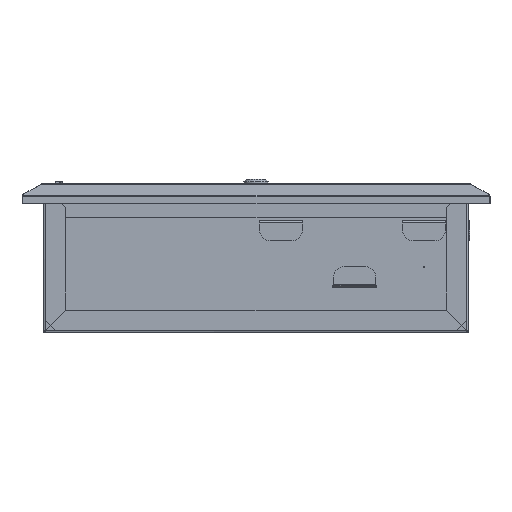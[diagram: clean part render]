
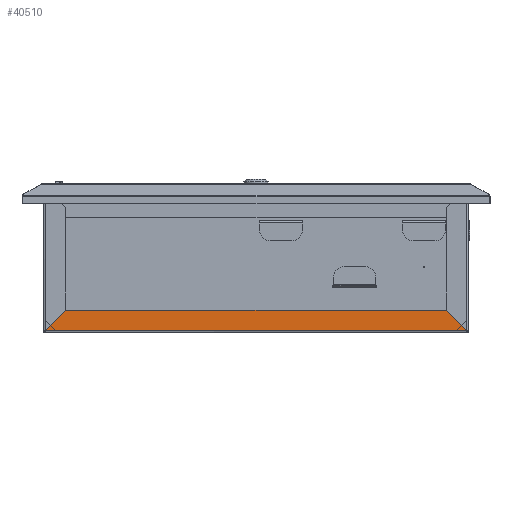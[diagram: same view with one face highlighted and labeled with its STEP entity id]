
A CAD part, left-side view. The second image highlights one B-rep face of the part: STEP entity #40510.
In plain terms, the highlighted planar face has unit normal (-1, 0, 0).
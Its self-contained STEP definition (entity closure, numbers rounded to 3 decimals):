
#549 = CARTESIAN_POINT ( 'NONE',  ( -1.7, 378.823, 20.3 ) ) ;
#890 = ORIENTED_EDGE ( 'NONE', *, *, #18444, .F. ) ;
#1082 = VERTEX_POINT ( 'NONE', #549 ) ;
#7469 = CARTESIAN_POINT ( 'NONE',  ( -1.7, 21.177, 20.3 ) ) ;
#7674 = CARTESIAN_POINT ( 'NONE',  ( -1.7, 0., 0. ) ) ;
#7831 = LINE ( 'NONE', #15149, #15633 ) ;
#8273 = LINE ( 'NONE', #10946, #32671 ) ;
#10229 = FACE_OUTER_BOUND ( 'NONE', #15072, .T. ) ;
#10754 = VECTOR ( 'NONE', #37744, 1000. ) ;
#10946 = CARTESIAN_POINT ( 'NONE',  ( -1.7, 282.398, 281.521 ) ) ;
#14898 = EDGE_CURVE ( 'NONE', #22080, #18255, #8273, .T. ) ;
#15072 = EDGE_LOOP ( 'NONE', ( #22175, #37398, #890, #33605 ) ) ;
#15149 = CARTESIAN_POINT ( 'NONE',  ( -1.7, 398.123, 1. ) ) ;
#15633 = VECTOR ( 'NONE', #18469, 1000. ) ;
#17661 = DIRECTION ( 'NONE',  ( 1., 0., 0. ) ) ;
#17781 = CARTESIAN_POINT ( 'NONE',  ( -1.7, 1.7, 1. ) ) ;
#18255 = VERTEX_POINT ( 'NONE', #36665 ) ;
#18404 = AXIS2_PLACEMENT_3D ( 'NONE', #7674, #17661, #40894 ) ;
#18444 = EDGE_CURVE ( 'NONE', #18255, #32180, #24072, .T. ) ;
#18469 = DIRECTION ( 'NONE',  ( 0., -0.707, 0.707 ) ) ;
#19590 = LINE ( 'NONE', #34395, #10754 ) ;
#20868 = PLANE ( 'NONE',  #18404 ) ;
#22080 = VERTEX_POINT ( 'NONE', #7469 ) ;
#22175 = ORIENTED_EDGE ( 'NONE', *, *, #30007, .F. ) ;
#24072 = LINE ( 'NONE', #17781, #32926 ) ;
#24205 = EDGE_CURVE ( 'NONE', #32180, #1082, #7831, .T. ) ;
#24779 = CARTESIAN_POINT ( 'NONE',  ( -1.7, 398.123, 1. ) ) ;
#27482 = DIRECTION ( 'NONE',  ( 0., 1., 0. ) ) ;
#27609 = DIRECTION ( 'NONE',  ( 0., -0.707, -0.707 ) ) ;
#30007 = EDGE_CURVE ( 'NONE', #1082, #22080, #19590, .T. ) ;
#32180 = VERTEX_POINT ( 'NONE', #24779 ) ;
#32671 = VECTOR ( 'NONE', #27609, 1000. ) ;
#32926 = VECTOR ( 'NONE', #27482, 1000. ) ;
#33605 = ORIENTED_EDGE ( 'NONE', *, *, #14898, .F. ) ;
#34395 = CARTESIAN_POINT ( 'NONE',  ( -1.7, 398.3, 20.3 ) ) ;
#36665 = CARTESIAN_POINT ( 'NONE',  ( -1.7, 1.877, 1. ) ) ;
#37398 = ORIENTED_EDGE ( 'NONE', *, *, #24205, .F. ) ;
#37744 = DIRECTION ( 'NONE',  ( 0., -1., 0. ) ) ;
#40510 = ADVANCED_FACE ( 'NONE', ( #10229 ), #20868, .F. ) ;
#40894 = DIRECTION ( 'NONE',  ( 0., 0., -1. ) ) ;
